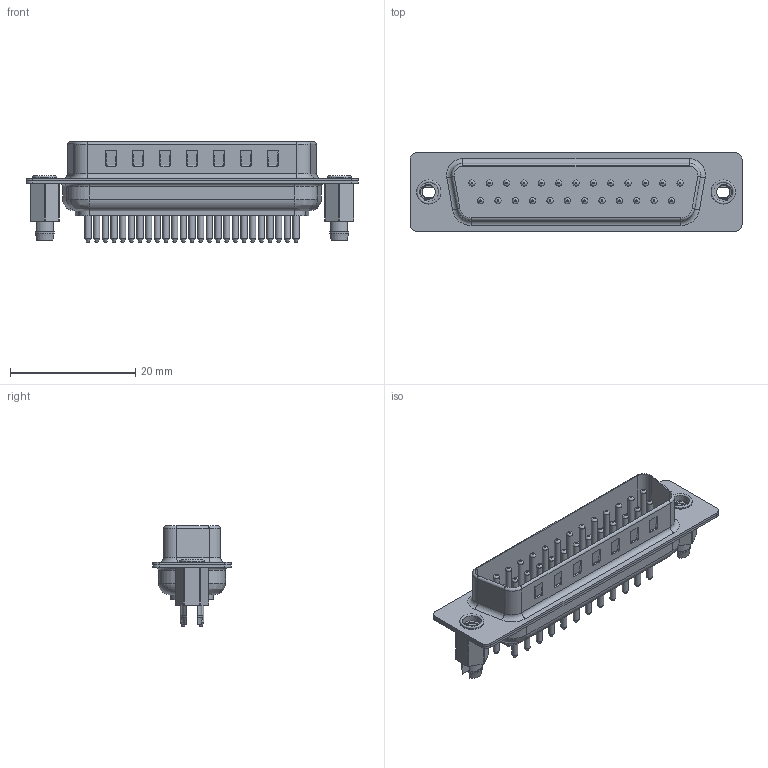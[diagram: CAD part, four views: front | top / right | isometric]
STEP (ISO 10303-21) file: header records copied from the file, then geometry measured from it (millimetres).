
FILE_DESCRIPTION(/* description */ (''),/* implementation_level */ '2;1');
FILE_NAME(/* name */ '101-25-1',/* time_stamp */ '2013-09-12T15:10:59+08:00',/* author */ (''),/* organization */ (''),/* preprocessor_version */ 'ST-DEVELOPER v9',/* originating_system */ 'UGS - NX 4.0',/* authorisation */ '');
FILE_SCHEMA (('CONFIG_CONTROL_DESIGN'));
Length unit declared in the file: millimetre
Products named in the file (1): 101-25-1
Bounding box: 53.04 x 12.5 x 16 mm (x, y, z)
Volume: 2586.5 mm3; surface area: 6534.5 mm2
Topology: 28 solids, 30 shells, 544 faces, 1214 edges, 748 vertices
Faces by surface type: cylinder 230, plane 202, torus 48, bspline 35, cone 29
Full cylindrical faces by diameter (mm): 0.98 x50, 2.2 x2, 2.65 x12, 3.05 x2, 3.45 x4, 3.65 x2, 3.85 x2
Entity records: 18731 total; most frequent: CARTESIAN_POINT 7114, DIRECTION 2554, ORIENTED_EDGE 2092, EDGE_CURVE 1046, AXIS2_PLACEMENT_3D 1034, EDGE_LOOP 734, VERTEX_POINT 710, ADVANCED_FACE 532
